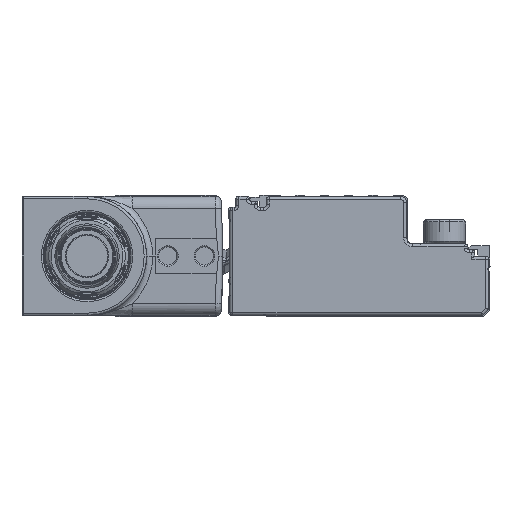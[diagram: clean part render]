
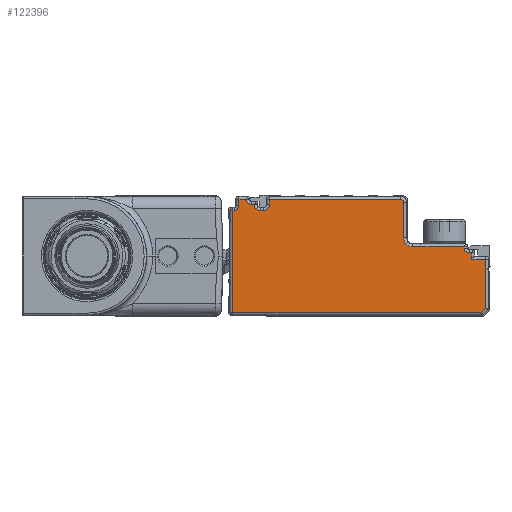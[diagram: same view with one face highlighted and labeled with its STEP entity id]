
A CAD part, left-side view. The second image highlights one B-rep face of the part: STEP entity #122396.
In plain terms, the highlighted planar face has unit normal (-1, 0, 0).
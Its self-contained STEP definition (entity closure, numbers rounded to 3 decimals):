
#122203=AXIS2_PLACEMENT_3D('Circle Axis2P3D',#122201,#122202,$) ;
#122216=AXIS2_PLACEMENT_3D('Plane Axis2P3D',#122213,#122214,#122215) ;
#122236=AXIS2_PLACEMENT_3D('Circle Axis2P3D',#122234,#122235,$) ;
#122255=AXIS2_PLACEMENT_3D('Circle Axis2P3D',#122253,#122254,$) ;
#122276=AXIS2_PLACEMENT_3D('Circle Axis2P3D',#122274,#122275,$) ;
#122290=AXIS2_PLACEMENT_3D('Circle Axis2P3D',#122288,#122289,$) ;
#122304=AXIS2_PLACEMENT_3D('Circle Axis2P3D',#122302,#122303,$) ;
#122325=AXIS2_PLACEMENT_3D('Circle Axis2P3D',#122323,#122324,$) ;
#121852=CARTESIAN_POINT('Vertex',(-478.,4.2,3.5)) ;
#121859=CARTESIAN_POINT('Vertex',(-478.,12.7,3.5)) ;
#121862=CARTESIAN_POINT('Line Origine',(-478.,21.5,3.5)) ;
#122198=CARTESIAN_POINT('Vertex',(-478.,14.2,5.)) ;
#122201=CARTESIAN_POINT('Axis2P3D Location',(-478.,12.7,5.)) ;
#122213=CARTESIAN_POINT('Axis2P3D Location',(-478.,0.2,-7.8)) ;
#122218=CARTESIAN_POINT('Line Origine',(-478.,3.,2.)) ;
#122222=CARTESIAN_POINT('Vertex',(-478.,3.,1.5)) ;
#122224=CARTESIAN_POINT('Vertex',(-478.,3.,2.5)) ;
#122227=CARTESIAN_POINT('Line Origine',(-478.,3.2,2.5)) ;
#122231=CARTESIAN_POINT('Vertex',(-478.,3.4,2.5)) ;
#122234=CARTESIAN_POINT('Axis2P3D Location',(-478.,3.4,3.3)) ;
#122238=CARTESIAN_POINT('Vertex',(-478.,4.2,3.3)) ;
#122241=CARTESIAN_POINT('Line Origine',(-478.,4.2,3.4)) ;
#122246=CARTESIAN_POINT('Line Origine',(-478.,14.2,7.9)) ;
#122250=CARTESIAN_POINT('Vertex',(-478.,14.2,10.8)) ;
#122253=CARTESIAN_POINT('Axis2P3D Location',(-478.,14.7,10.8)) ;
#122257=CARTESIAN_POINT('Vertex',(-478.,14.7,11.3)) ;
#122260=CARTESIAN_POINT('Line Origine',(-478.,25.5,11.3)) ;
#122264=CARTESIAN_POINT('Vertex',(-478.,36.3,11.3)) ;
#122267=CARTESIAN_POINT('Line Origine',(-478.,36.3,10.9)) ;
#122271=CARTESIAN_POINT('Vertex',(-478.,36.3,10.5)) ;
#122274=CARTESIAN_POINT('Axis2P3D Location',(-478.,37.3,10.5)) ;
#122278=CARTESIAN_POINT('Vertex',(-478.,37.3,9.5)) ;
#122281=CARTESIAN_POINT('Line Origine',(-478.,37.55,9.5)) ;
#122285=CARTESIAN_POINT('Vertex',(-478.,37.8,9.5)) ;
#122288=CARTESIAN_POINT('Axis2P3D Location',(-478.,37.8,10.5)) ;
#122292=CARTESIAN_POINT('Vertex',(-478.,38.8,10.5)) ;
#122295=CARTESIAN_POINT('Line Origine',(-478.,39.05,10.5)) ;
#122299=CARTESIAN_POINT('Vertex',(-478.,39.3,10.5)) ;
#122302=CARTESIAN_POINT('Axis2P3D Location',(-478.,39.3,11.3)) ;
#122306=CARTESIAN_POINT('Vertex',(-478.,40.1,11.3)) ;
#122309=CARTESIAN_POINT('Line Origine',(-478.,40.7,11.3)) ;
#122313=CARTESIAN_POINT('Vertex',(-478.,41.3,11.3)) ;
#122316=CARTESIAN_POINT('Line Origine',(-478.,41.3,10.8)) ;
#122320=CARTESIAN_POINT('Vertex',(-478.,41.3,10.3)) ;
#122323=CARTESIAN_POINT('Axis2P3D Location',(-478.,42.1,10.3)) ;
#122327=CARTESIAN_POINT('Vertex',(-478.,42.1,9.5)) ;
#122330=CARTESIAN_POINT('Line Origine',(-478.,42.2,9.5)) ;
#122334=CARTESIAN_POINT('Vertex',(-478.,42.3,9.5)) ;
#122337=CARTESIAN_POINT('Line Origine',(-478.,42.3,1.1)) ;
#122341=CARTESIAN_POINT('Vertex',(-478.,42.3,-7.3)) ;
#122344=CARTESIAN_POINT('Line Origine',(-478.,21.854,-7.3)) ;
#122348=CARTESIAN_POINT('Vertex',(-478.,1.407,-7.3)) ;
#122351=CARTESIAN_POINT('Line Origine',(-478.,1.054,-6.946)) ;
#122355=CARTESIAN_POINT('Vertex',(-478.,0.7,-6.593)) ;
#122358=CARTESIAN_POINT('Line Origine',(-478.,0.7,-2.546)) ;
#122362=CARTESIAN_POINT('Vertex',(-478.,0.7,1.5)) ;
#122365=CARTESIAN_POINT('Line Origine',(-478.,1.85,1.5)) ;
#121863=DIRECTION('Vector Direction',(0.,-1.,0.)) ;
#122202=DIRECTION('Axis2P3D Direction',(1.,0.,0.)) ;
#122214=DIRECTION('Axis2P3D Direction',(-1.,0.,0.)) ;
#122215=DIRECTION('Axis2P3D XDirection',(0.,0.,1.)) ;
#122219=DIRECTION('Vector Direction',(0.,0.,1.)) ;
#122228=DIRECTION('Vector Direction',(0.,1.,0.)) ;
#122235=DIRECTION('Axis2P3D Direction',(-1.,0.,0.)) ;
#122242=DIRECTION('Vector Direction',(0.,0.,-1.)) ;
#122247=DIRECTION('Vector Direction',(0.,0.,1.)) ;
#122254=DIRECTION('Axis2P3D Direction',(-1.,0.,0.)) ;
#122261=DIRECTION('Vector Direction',(0.,1.,0.)) ;
#122268=DIRECTION('Vector Direction',(0.,0.,-1.)) ;
#122275=DIRECTION('Axis2P3D Direction',(-1.,0.,0.)) ;
#122282=DIRECTION('Vector Direction',(0.,1.,0.)) ;
#122289=DIRECTION('Axis2P3D Direction',(-1.,0.,0.)) ;
#122296=DIRECTION('Vector Direction',(0.,-1.,0.)) ;
#122303=DIRECTION('Axis2P3D Direction',(-1.,0.,0.)) ;
#122310=DIRECTION('Vector Direction',(0.,1.,0.)) ;
#122317=DIRECTION('Vector Direction',(0.,0.,-1.)) ;
#122324=DIRECTION('Axis2P3D Direction',(-1.,0.,0.)) ;
#122331=DIRECTION('Vector Direction',(0.,1.,0.)) ;
#122338=DIRECTION('Vector Direction',(0.,0.,-1.)) ;
#122345=DIRECTION('Vector Direction',(0.,-1.,0.)) ;
#122352=DIRECTION('Vector Direction',(0.,-0.707,0.707)) ;
#122359=DIRECTION('Vector Direction',(0.,0.,1.)) ;
#122366=DIRECTION('Vector Direction',(0.,1.,0.)) ;
#121864=VECTOR('Line Direction',#121863,1.) ;
#122220=VECTOR('Line Direction',#122219,1.) ;
#122229=VECTOR('Line Direction',#122228,1.) ;
#122243=VECTOR('Line Direction',#122242,1.) ;
#122248=VECTOR('Line Direction',#122247,1.) ;
#122262=VECTOR('Line Direction',#122261,1.) ;
#122269=VECTOR('Line Direction',#122268,1.) ;
#122283=VECTOR('Line Direction',#122282,1.) ;
#122297=VECTOR('Line Direction',#122296,1.) ;
#122311=VECTOR('Line Direction',#122310,1.) ;
#122318=VECTOR('Line Direction',#122317,1.) ;
#122332=VECTOR('Line Direction',#122331,1.) ;
#122339=VECTOR('Line Direction',#122338,1.) ;
#122346=VECTOR('Line Direction',#122345,1.) ;
#122353=VECTOR('Line Direction',#122352,1.) ;
#122360=VECTOR('Line Direction',#122359,1.) ;
#122367=VECTOR('Line Direction',#122366,1.) ;
#122371=ORIENTED_EDGE('',*,*,#122226,.T.) ;
#122372=ORIENTED_EDGE('',*,*,#122233,.T.) ;
#122373=ORIENTED_EDGE('',*,*,#122240,.T.) ;
#122374=ORIENTED_EDGE('',*,*,#122245,.T.) ;
#122375=ORIENTED_EDGE('',*,*,#121866,.T.) ;
#122376=ORIENTED_EDGE('',*,*,#122205,.T.) ;
#122377=ORIENTED_EDGE('',*,*,#122252,.T.) ;
#122378=ORIENTED_EDGE('',*,*,#122259,.T.) ;
#122379=ORIENTED_EDGE('',*,*,#122266,.T.) ;
#122380=ORIENTED_EDGE('',*,*,#122273,.T.) ;
#122381=ORIENTED_EDGE('',*,*,#122280,.T.) ;
#122382=ORIENTED_EDGE('',*,*,#122287,.T.) ;
#122383=ORIENTED_EDGE('',*,*,#122294,.T.) ;
#122384=ORIENTED_EDGE('',*,*,#122301,.T.) ;
#122385=ORIENTED_EDGE('',*,*,#122308,.T.) ;
#122386=ORIENTED_EDGE('',*,*,#122315,.T.) ;
#122387=ORIENTED_EDGE('',*,*,#122322,.T.) ;
#122388=ORIENTED_EDGE('',*,*,#122329,.T.) ;
#122389=ORIENTED_EDGE('',*,*,#122336,.T.) ;
#122390=ORIENTED_EDGE('',*,*,#122343,.T.) ;
#122391=ORIENTED_EDGE('',*,*,#122350,.T.) ;
#122392=ORIENTED_EDGE('',*,*,#122357,.T.) ;
#122393=ORIENTED_EDGE('',*,*,#122364,.T.) ;
#122394=ORIENTED_EDGE('',*,*,#122369,.T.) ;
#122396=ADVANCED_FACE('\X2\FF8AFF9FFF70FF82\X0\ \X2\FF8EFF9EFF83FF9EFF68FF70\X0\',(#122395),#122217,.T.) ;
#122204=CIRCLE('generated circle',#122203,1.5) ;
#122237=CIRCLE('generated circle',#122236,0.8) ;
#122256=CIRCLE('generated circle',#122255,0.5) ;
#122277=CIRCLE('generated circle',#122276,1.) ;
#122291=CIRCLE('generated circle',#122290,1.) ;
#122305=CIRCLE('generated circle',#122304,0.8) ;
#122326=CIRCLE('generated circle',#122325,0.8) ;
#121866=EDGE_CURVE('',#121853,#121860,#121865,.F.) ;
#122205=EDGE_CURVE('',#121860,#122199,#122204,.T.) ;
#122226=EDGE_CURVE('',#122223,#122225,#122221,.T.) ;
#122233=EDGE_CURVE('',#122225,#122232,#122230,.T.) ;
#122240=EDGE_CURVE('',#122232,#122239,#122237,.F.) ;
#122245=EDGE_CURVE('',#122239,#121853,#122244,.F.) ;
#122252=EDGE_CURVE('',#122199,#122251,#122249,.T.) ;
#122259=EDGE_CURVE('',#122251,#122258,#122256,.T.) ;
#122266=EDGE_CURVE('',#122258,#122265,#122263,.T.) ;
#122273=EDGE_CURVE('',#122265,#122272,#122270,.T.) ;
#122280=EDGE_CURVE('',#122272,#122279,#122277,.F.) ;
#122287=EDGE_CURVE('',#122279,#122286,#122284,.T.) ;
#122294=EDGE_CURVE('',#122286,#122293,#122291,.F.) ;
#122301=EDGE_CURVE('',#122293,#122300,#122298,.F.) ;
#122308=EDGE_CURVE('',#122300,#122307,#122305,.F.) ;
#122315=EDGE_CURVE('',#122307,#122314,#122312,.T.) ;
#122322=EDGE_CURVE('',#122314,#122321,#122319,.T.) ;
#122329=EDGE_CURVE('',#122321,#122328,#122326,.F.) ;
#122336=EDGE_CURVE('',#122328,#122335,#122333,.T.) ;
#122343=EDGE_CURVE('',#122335,#122342,#122340,.T.) ;
#122350=EDGE_CURVE('',#122342,#122349,#122347,.T.) ;
#122357=EDGE_CURVE('',#122349,#122356,#122354,.T.) ;
#122364=EDGE_CURVE('',#122356,#122363,#122361,.T.) ;
#122369=EDGE_CURVE('',#122363,#122223,#122368,.T.) ;
#122370=EDGE_LOOP('',(#122371,#122372,#122373,#122374,#122375,#122376,#122377,#122378,#122379,#122380,#122381,#122382,#122383,#122384,#122385,#122386,#122387,#122388,#122389,#122390,#122391,#122392,#122393,#122394)) ;
#122395=FACE_OUTER_BOUND('',#122370,.T.) ;
#121865=LINE('Line',#121862,#121864) ;
#122221=LINE('Line',#122218,#122220) ;
#122230=LINE('Line',#122227,#122229) ;
#122244=LINE('Line',#122241,#122243) ;
#122249=LINE('Line',#122246,#122248) ;
#122263=LINE('Line',#122260,#122262) ;
#122270=LINE('Line',#122267,#122269) ;
#122284=LINE('Line',#122281,#122283) ;
#122298=LINE('Line',#122295,#122297) ;
#122312=LINE('Line',#122309,#122311) ;
#122319=LINE('Line',#122316,#122318) ;
#122333=LINE('Line',#122330,#122332) ;
#122340=LINE('Line',#122337,#122339) ;
#122347=LINE('Line',#122344,#122346) ;
#122354=LINE('Line',#122351,#122353) ;
#122361=LINE('Line',#122358,#122360) ;
#122368=LINE('Line',#122365,#122367) ;
#122217=PLANE('',#122216) ;
#121853=VERTEX_POINT('',#121852) ;
#121860=VERTEX_POINT('',#121859) ;
#122199=VERTEX_POINT('',#122198) ;
#122223=VERTEX_POINT('',#122222) ;
#122225=VERTEX_POINT('',#122224) ;
#122232=VERTEX_POINT('',#122231) ;
#122239=VERTEX_POINT('',#122238) ;
#122251=VERTEX_POINT('',#122250) ;
#122258=VERTEX_POINT('',#122257) ;
#122265=VERTEX_POINT('',#122264) ;
#122272=VERTEX_POINT('',#122271) ;
#122279=VERTEX_POINT('',#122278) ;
#122286=VERTEX_POINT('',#122285) ;
#122293=VERTEX_POINT('',#122292) ;
#122300=VERTEX_POINT('',#122299) ;
#122307=VERTEX_POINT('',#122306) ;
#122314=VERTEX_POINT('',#122313) ;
#122321=VERTEX_POINT('',#122320) ;
#122328=VERTEX_POINT('',#122327) ;
#122335=VERTEX_POINT('',#122334) ;
#122342=VERTEX_POINT('',#122341) ;
#122349=VERTEX_POINT('',#122348) ;
#122356=VERTEX_POINT('',#122355) ;
#122363=VERTEX_POINT('',#122362) ;
